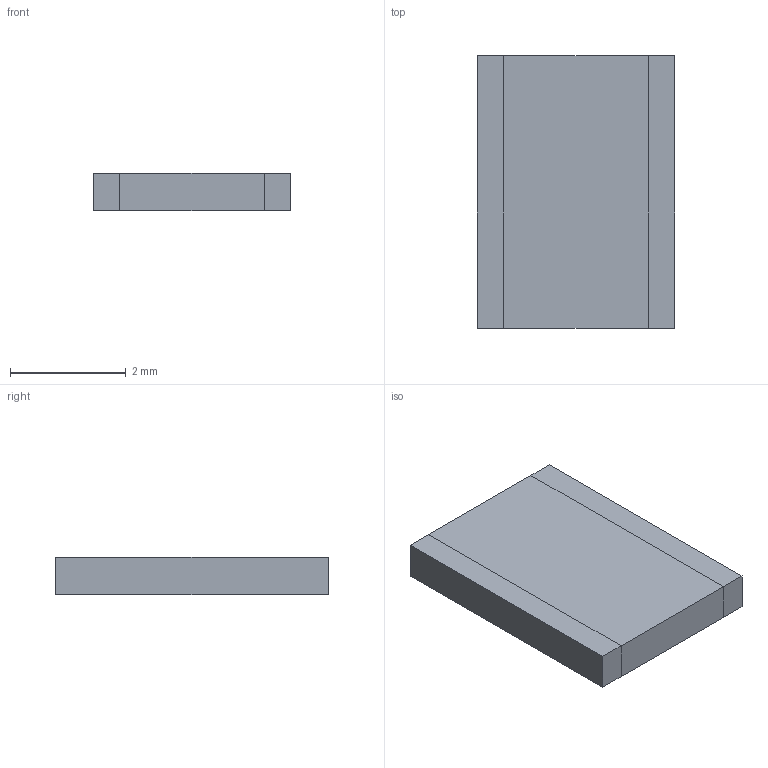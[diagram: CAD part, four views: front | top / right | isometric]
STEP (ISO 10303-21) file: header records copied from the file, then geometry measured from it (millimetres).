
FILE_DESCRIPTION((''),'2;1');
FILE_NAME('RESC3146X65N.stp','2011-04-14T11:13:43',(''),(''),'Mechanical Desktop 2011','Mechanical Desktop 2011',', , ');
FILE_SCHEMA(('AUTOMOTIVE_DESIGN { 1 2 10303 214 1 1 1 1 }'));
Length unit declared in the file: millimetre
Products named in the file (1): Product
Bounding box: 3.4 x 4.7 x 0.65 mm (x, y, z)
Volume: 10.4 mm3; surface area: 54.7 mm2
Topology: 3 solids, 3 shells, 18 faces, 36 edges, 24 vertices
Faces by surface type: plane 18
Entity records: 510 total; most frequent: CARTESIAN_POINT 79, DIRECTION 74, ORIENTED_EDGE 72, VECTOR 36, LINE 36, EDGE_CURVE 36, VERTEX_POINT 24, AXIS2_PLACEMENT_3D 19
